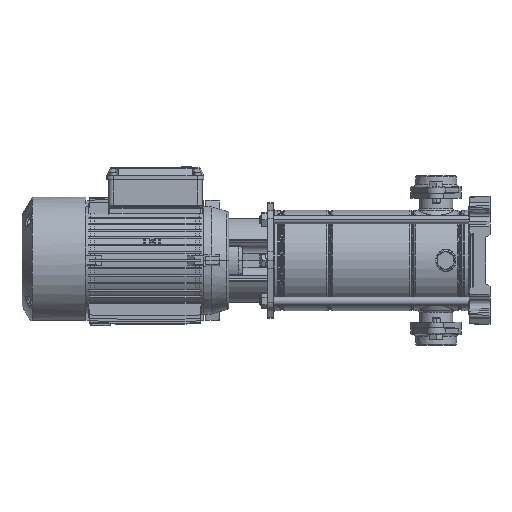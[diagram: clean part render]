
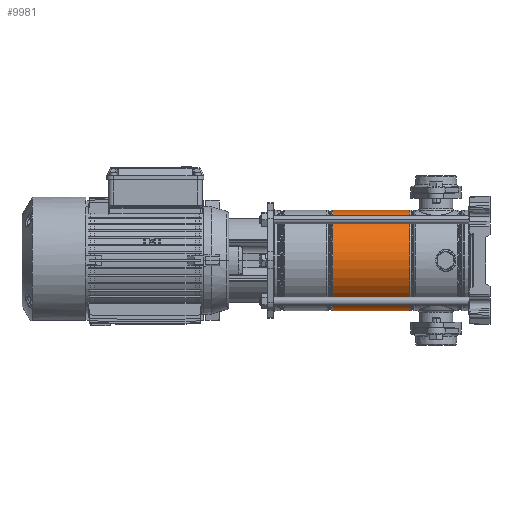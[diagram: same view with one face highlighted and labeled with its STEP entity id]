
A CAD part, left-side view. The second image highlights one B-rep face of the part: STEP entity #9981.
In plain terms, the highlighted cylindrical face has radius 74.9 mm (diameter 149.8 mm), a partial arc.
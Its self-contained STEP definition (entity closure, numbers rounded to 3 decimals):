
#2556 = CYLINDRICAL_SURFACE ( 'NONE', #50166, 74.9 ) ;
#5318 = DIRECTION ( 'NONE',  ( 1., 0., 0. ) ) ;
#7583 = VECTOR ( 'NONE', #14206, 1000. ) ;
#8211 = EDGE_CURVE ( 'NONE', #39529, #64278, #29038, .T. ) ;
#8382 = CARTESIAN_POINT ( 'NONE',  ( 0., 0., 0. ) ) ;
#9090 = LINE ( 'NONE', #19667, #7583 ) ;
#9345 = CARTESIAN_POINT ( 'NONE',  ( 0., 0., 86.779 ) ) ;
#9981 = ADVANCED_FACE ( 'NONE', ( #68903 ), #2556, .T. ) ;
#14206 = DIRECTION ( 'NONE',  ( 0., 0., -1. ) ) ;
#14469 = LINE ( 'NONE', #48384, #57004 ) ;
#15883 = DIRECTION ( 'NONE',  ( 0., 0., 1. ) ) ;
#16283 = CIRCLE ( 'NONE', #47715, 74.9 ) ;
#19667 = CARTESIAN_POINT ( 'NONE',  ( -74.9, 0., 0. ) ) ;
#21701 = CARTESIAN_POINT ( 'NONE',  ( 0., 0., 201.221 ) ) ;
#25040 = CARTESIAN_POINT ( 'NONE',  ( -74.9, 0., 201.221 ) ) ;
#25428 = EDGE_CURVE ( 'NONE', #64278, #59867, #14469, .T. ) ;
#26132 = EDGE_LOOP ( 'NONE', ( #36771, #66055, #68957, #51533 ) ) ;
#29038 = CIRCLE ( 'NONE', #52320, 74.9 ) ;
#29835 = EDGE_CURVE ( 'NONE', #59867, #53839, #16283, .T. ) ;
#31574 = DIRECTION ( 'NONE',  ( 1., 0., 0. ) ) ;
#32609 = CARTESIAN_POINT ( 'NONE',  ( -74.9, 0., 86.779 ) ) ;
#35690 = DIRECTION ( 'NONE',  ( -1., 0., 0. ) ) ;
#36343 = DIRECTION ( 'NONE',  ( 0., 0., -1. ) ) ;
#36771 = ORIENTED_EDGE ( 'NONE', *, *, #8211, .T. ) ;
#39130 = EDGE_CURVE ( 'NONE', #39529, #53839, #9090, .T. ) ;
#39529 = VERTEX_POINT ( 'NONE', #25040 ) ;
#43938 = DIRECTION ( 'NONE',  ( 0., 0., -1. ) ) ;
#47004 = DIRECTION ( 'NONE',  ( 0., 0., -1. ) ) ;
#47715 = AXIS2_PLACEMENT_3D ( 'NONE', #9345, #15883, #31574 ) ;
#48384 = CARTESIAN_POINT ( 'NONE',  ( 74.9, 0., 0. ) ) ;
#50166 = AXIS2_PLACEMENT_3D ( 'NONE', #8382, #47004, #35690 ) ;
#51533 = ORIENTED_EDGE ( 'NONE', *, *, #39130, .F. ) ;
#51568 = CARTESIAN_POINT ( 'NONE',  ( 74.9, 0., 86.779 ) ) ;
#52320 = AXIS2_PLACEMENT_3D ( 'NONE', #21701, #43938, #5318 ) ;
#53839 = VERTEX_POINT ( 'NONE', #32609 ) ;
#57004 = VECTOR ( 'NONE', #36343, 1000. ) ;
#58868 = CARTESIAN_POINT ( 'NONE',  ( 74.9, 0., 201.221 ) ) ;
#59867 = VERTEX_POINT ( 'NONE', #51568 ) ;
#64278 = VERTEX_POINT ( 'NONE', #58868 ) ;
#66055 = ORIENTED_EDGE ( 'NONE', *, *, #25428, .T. ) ;
#68903 = FACE_OUTER_BOUND ( 'NONE', #26132, .T. ) ;
#68957 = ORIENTED_EDGE ( 'NONE', *, *, #29835, .T. ) ;
